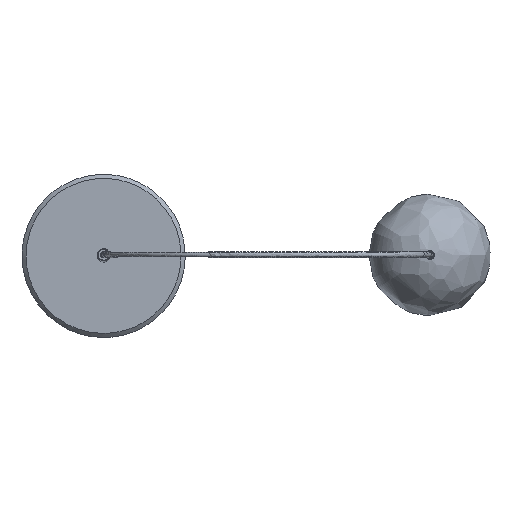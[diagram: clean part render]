
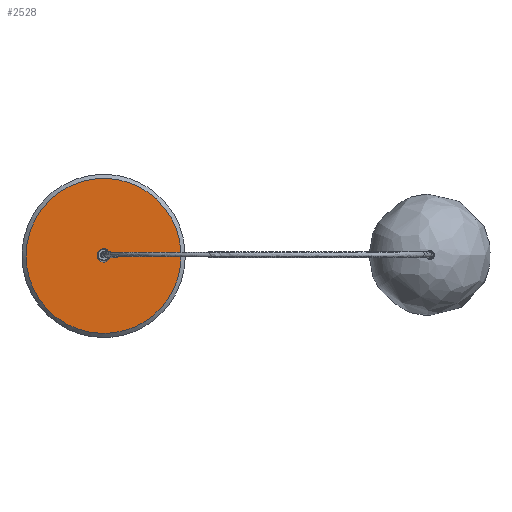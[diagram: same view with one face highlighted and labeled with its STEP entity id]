
A CAD part, top view. The second image highlights one B-rep face of the part: STEP entity #2528.
In plain terms, the highlighted free-form (B-spline) face has degree [1, 1] with [2, 2] control points.
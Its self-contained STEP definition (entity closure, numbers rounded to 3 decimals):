
#2439 = EDGE_CURVE('',#2440,#2440,#2442,.T.);
#2440 = VERTEX_POINT('',#2441);
#2441 = CARTESIAN_POINT('',(-265.768,0.,
    34.969));
#2442 = ( BOUNDED_CURVE() B_SPLINE_CURVE(2,(#2443,#2444,#2445,#2446,
#2447,#2448,#2449),.UNSPECIFIED.,.T.,.F.) B_SPLINE_CURVE_WITH_KNOTS((3,2
    ,2,3),(3.142,5.236,7.33,9.425),
.PIECEWISE_BEZIER_KNOTS.) CURVE() GEOMETRIC_REPRESENTATION_ITEM() 
RATIONAL_B_SPLINE_CURVE((1.,0.5,1.,0.5,1.,0.5,1.)) REPRESENTATION_ITEM(
  '') );
#2443 = CARTESIAN_POINT('',(-265.768,0.,
    34.969));
#2444 = CARTESIAN_POINT('',(-265.768,460.323,
    34.969));
#2445 = CARTESIAN_POINT('',(132.884,230.162,
    34.969));
#2446 = CARTESIAN_POINT('',(531.535,0.,
    34.969));
#2447 = CARTESIAN_POINT('',(132.884,-230.162,
    34.969));
#2448 = CARTESIAN_POINT('',(-265.768,-460.323,
    34.969));
#2449 = CARTESIAN_POINT('',(-265.768,0.,
    34.969));
#2528 = ADVANCED_FACE('',(#2529),#2532,.T.);
#2529 = FACE_BOUND('',#2530,.T.);
#2530 = EDGE_LOOP('',(#2531));
#2531 = ORIENTED_EDGE('',*,*,#2439,.F.);
#2532 = B_SPLINE_SURFACE_WITH_KNOTS('',1,1,(
    (#2533,#2534)
    ,(#2535,#2536
    )),.UNSPECIFIED.,.F.,.F.,.F.,(2,2),(2,2),(-190.,190.),(-190.,190.),
  .PIECEWISE_BEZIER_KNOTS.);
#2533 = CARTESIAN_POINT('',(-265.768,-265.768,
    34.969));
#2534 = CARTESIAN_POINT('',(-265.768,265.768,
    34.969));
#2535 = CARTESIAN_POINT('',(265.768,-265.768,
    34.969));
#2536 = CARTESIAN_POINT('',(265.768,265.768,
    34.969));
